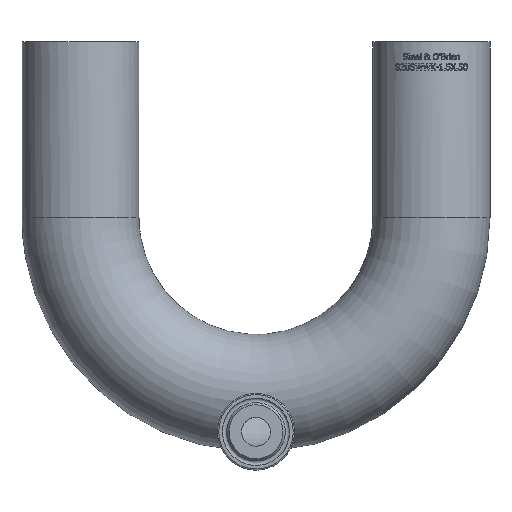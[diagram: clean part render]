
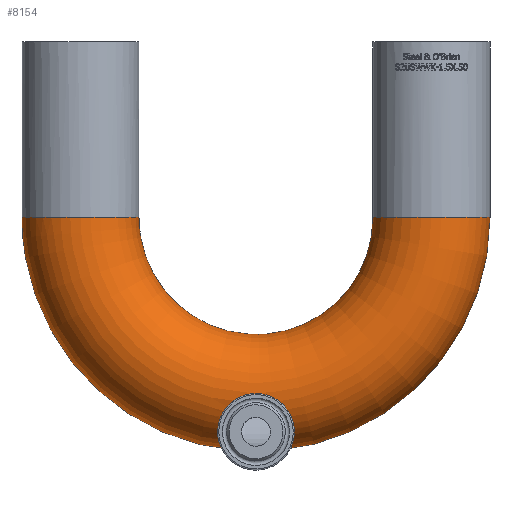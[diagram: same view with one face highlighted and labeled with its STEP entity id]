
A CAD part, top view. The second image highlights one B-rep face of the part: STEP entity #8154.
In plain terms, the highlighted toroidal (fillet/blend) face has major radius 57.15 mm and minor radius 19.05 mm.
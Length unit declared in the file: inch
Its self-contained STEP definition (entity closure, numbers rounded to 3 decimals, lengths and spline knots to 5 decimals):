
#20=TOROIDAL_SURFACE('',#8656,2.25,0.75);
#154=FACE_BOUND('',#1514,.T.);
#155=FACE_BOUND('',#1515,.T.);
#1002=FACE_OUTER_BOUND('',#1513,.T.);
#1513=EDGE_LOOP('',(#7609));
#1514=EDGE_LOOP('',(#7610));
#1515=EDGE_LOOP('',(#7611));
#1682=CIRCLE('',#8611,0.75);
#1699=CIRCLE('',#8652,0.75);
#3181=B_SPLINE_CURVE_WITH_KNOTS('',3,(#17951,#17952,#17953,#17954,#17955,
#17956,#17957,#17958,#17959,#17960,#17961,#17962,#17963,#17964,#17965,#17966,
#17967,#17968,#17969,#17970,#17971,#17972,#17973,#17974,#17975,#17976,#17977,
#17978,#17979,#17980,#17981,#17982,#17983,#17984,#17985,#17986,#17987,#17988),
 .UNSPECIFIED.,.T.,.F.,(4,2,2,2,2,2,2,2,2,2,2,2,2,2,2,2,2,2,4),(-6.66186,
-6.66011,-5.84098,-5.0714,-4.69234,
-4.45062,-4.22348,-3.93465,-3.6307,
-3.33006,-3.02941,-2.72546,-2.43663,
-2.20949,-1.96777,-1.58871,-0.81914,
0.,0.00174),.UNSPECIFIED.);
#3973=VERTEX_POINT('',#17938);
#3975=VERTEX_POINT('',#17950);
#3992=VERTEX_POINT('',#18078);
#5179=EDGE_CURVE('',#3973,#3973,#1682,.T.);
#5181=EDGE_CURVE('',#3975,#3975,#3181,.T.);
#5198=EDGE_CURVE('',#3992,#3992,#1699,.T.);
#7609=ORIENTED_EDGE('',*,*,#5179,.F.);
#7610=ORIENTED_EDGE('',*,*,#5198,.F.);
#7611=ORIENTED_EDGE('',*,*,#5181,.T.);
#8154=ADVANCED_FACE('',(#1002,#154,#155),#20,.T.);
#8611=AXIS2_PLACEMENT_3D('',#17939,#10096,#10097);
#8652=AXIS2_PLACEMENT_3D('',#18079,#10178,#10179);
#8656=AXIS2_PLACEMENT_3D('',#18084,#10186,#10187);
#10096=DIRECTION('center_axis',(0.,1.,0.));
#10097=DIRECTION('ref_axis',(-1.,0.,0.));
#10178=DIRECTION('center_axis',(0.,1.,0.));
#10179=DIRECTION('ref_axis',(1.,0.,0.));
#10186=DIRECTION('center_axis',(0.,0.,-1.));
#10187=DIRECTION('ref_axis',(-1.,0.,0.));
#17938=CARTESIAN_POINT('',(2.25,0.,-0.75));
#17939=CARTESIAN_POINT('Origin',(2.25,0.,0.));
#17950=CARTESIAN_POINT('',(0.,-3.,0.));
#17951=CARTESIAN_POINT('Ctrl Pts',(0.,-3.,0.));
#17952=CARTESIAN_POINT('Ctrl Pts',(-0.00012,-3.,0.0002));
#17953=CARTESIAN_POINT('Ctrl Pts',(-0.00024,-3.,
0.00039));
#17954=CARTESIAN_POINT('Ctrl Pts',(-0.05587,-2.99992,
0.09264));
#17955=CARTESIAN_POINT('Ctrl Pts',(-0.10982,-2.98137,
0.18222));
#17956=CARTESIAN_POINT('Ctrl Pts',(-0.19489,-2.91507,
0.34499));
#17957=CARTESIAN_POINT('Ctrl Pts',(-0.22516,-2.8707,
0.41507));
#17958=CARTESIAN_POINT('Ctrl Pts',(-0.24722,-2.79534,
0.50454));
#17959=CARTESIAN_POINT('Ctrl Pts',(-0.25106,-2.76792,
0.53282));
#17960=CARTESIAN_POINT('Ctrl Pts',(-0.24891,-2.72013,
0.57557));
#17961=CARTESIAN_POINT('Ctrl Pts',(-0.24596,-2.70086,
0.5913));
#17962=CARTESIAN_POINT('Ctrl Pts',(-0.23516,-2.66303,
0.6195));
#17963=CARTESIAN_POINT('Ctrl Pts',(-0.22765,-2.64464,
0.632));
#17964=CARTESIAN_POINT('Ctrl Pts',(-0.2046,-2.60398,
0.65745));
#17965=CARTESIAN_POINT('Ctrl Pts',(-0.18774,-2.58252,
0.66925));
#17966=CARTESIAN_POINT('Ctrl Pts',(-0.14465,-2.54396,
0.68866));
#17967=CARTESIAN_POINT('Ctrl Pts',(-0.11872,-2.52783,
0.69571));
#17968=CARTESIAN_POINT('Ctrl Pts',(-0.06142,-2.50574,
0.70495));
#17969=CARTESIAN_POINT('Ctrl Pts',(-0.03088,-2.5,0.70711));
#17970=CARTESIAN_POINT('Ctrl Pts',(0.03088,-2.5,0.70711));
#17971=CARTESIAN_POINT('Ctrl Pts',(0.06142,-2.50574,
0.70495));
#17972=CARTESIAN_POINT('Ctrl Pts',(0.11872,-2.52783,
0.69571));
#17973=CARTESIAN_POINT('Ctrl Pts',(0.14465,-2.54396,0.68866));
#17974=CARTESIAN_POINT('Ctrl Pts',(0.18774,-2.58252,
0.66925));
#17975=CARTESIAN_POINT('Ctrl Pts',(0.2046,-2.60398,
0.65745));
#17976=CARTESIAN_POINT('Ctrl Pts',(0.22765,-2.64464,
0.632));
#17977=CARTESIAN_POINT('Ctrl Pts',(0.23516,-2.66303,0.6195));
#17978=CARTESIAN_POINT('Ctrl Pts',(0.24596,-2.70086,
0.5913));
#17979=CARTESIAN_POINT('Ctrl Pts',(0.24891,-2.72013,0.57557));
#17980=CARTESIAN_POINT('Ctrl Pts',(0.25106,-2.76792,
0.53282));
#17981=CARTESIAN_POINT('Ctrl Pts',(0.24722,-2.79534,0.50454));
#17982=CARTESIAN_POINT('Ctrl Pts',(0.22516,-2.8707,
0.41507));
#17983=CARTESIAN_POINT('Ctrl Pts',(0.19489,-2.91507,
0.34499));
#17984=CARTESIAN_POINT('Ctrl Pts',(0.10982,-2.98137,
0.18222));
#17985=CARTESIAN_POINT('Ctrl Pts',(0.05587,-2.99992,
0.09264));
#17986=CARTESIAN_POINT('Ctrl Pts',(0.00024,-3.,
0.00039));
#17987=CARTESIAN_POINT('Ctrl Pts',(0.00012,-3.,0.0002));
#17988=CARTESIAN_POINT('Ctrl Pts',(0.,-3.,0.));
#18078=CARTESIAN_POINT('',(-2.25,0.,-0.75));
#18079=CARTESIAN_POINT('Origin',(-2.25,0.,0.));
#18084=CARTESIAN_POINT('Origin',(0.,0.,0.));
